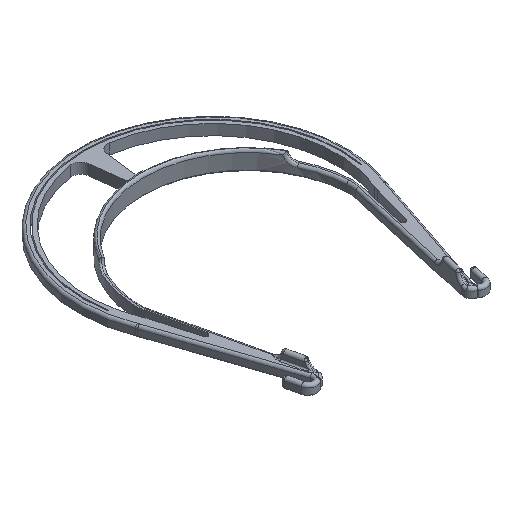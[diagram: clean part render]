
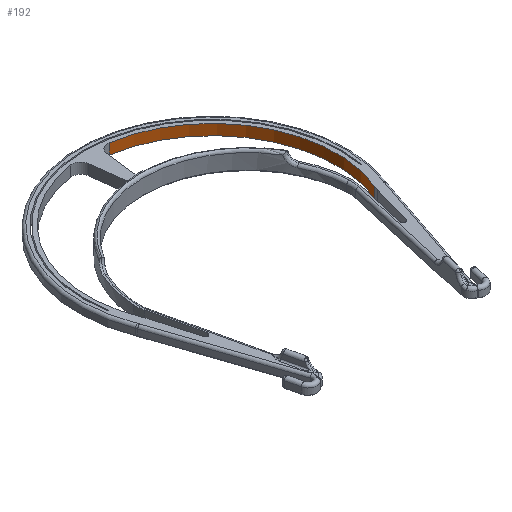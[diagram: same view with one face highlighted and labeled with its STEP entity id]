
A CAD part, isometric view. The second image highlights one B-rep face of the part: STEP entity #192.
In plain terms, the highlighted cylindrical face has radius 70 mm (diameter 140 mm), a partial arc.
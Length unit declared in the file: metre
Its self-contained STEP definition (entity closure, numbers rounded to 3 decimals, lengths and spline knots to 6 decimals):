
#192 = ADVANCED_FACE( '', ( #497 ), #498, .F. );
#497 = FACE_OUTER_BOUND( '', #1168, .T. );
#498 = CYLINDRICAL_SURFACE( '', #1169, 0.07 );
#1168 = EDGE_LOOP( '', ( #2655, #2656, #2657, #2658 ) );
#1169 = AXIS2_PLACEMENT_3D( '', #2659, #2660, #2661 );
#2655 = ORIENTED_EDGE( '', *, *, #3778, .F. );
#2656 = ORIENTED_EDGE( '', *, *, #3779, .F. );
#2657 = ORIENTED_EDGE( '', *, *, #3780, .T. );
#2658 = ORIENTED_EDGE( '', *, *, #3781, .F. );
#2659 = CARTESIAN_POINT( '', ( 0., 0.02, 0.006 ) );
#2660 = DIRECTION( '', ( 0., 0., 1. ) );
#2661 = DIRECTION( '', ( 1., 0., 0. ) );
#3778 = EDGE_CURVE( '', #4307, #4308, #4309, .T. );
#3779 = EDGE_CURVE( '', #4310, #4307, #4311, .T. );
#3780 = EDGE_CURVE( '', #4310, #4312, #4313, .T. );
#3781 = EDGE_CURVE( '', #4308, #4312, #4314, .F. );
#4307 = VERTEX_POINT( '', #5231 );
#4308 = VERTEX_POINT( '', #5232 );
#4309 = CIRCLE( '', #5233, 0.07 );
#4310 = VERTEX_POINT( '', #5234 );
#4311 = LINE( '', #5235, #5236 );
#4312 = VERTEX_POINT( '', #5237 );
#4313 = CIRCLE( '', #5238, 0.07 );
#4314 = LINE( '', #5239, #5240 );
#5231 = CARTESIAN_POINT( '', ( 0.064586, -0.006993, 0. ) );
#5232 = CARTESIAN_POINT( '', ( 0.010845, 0.089155, 0. ) );
#5233 = AXIS2_PLACEMENT_3D( '', #6422, #6423, #6424 );
#5234 = CARTESIAN_POINT( '', ( 0.064586, -0.006993, 0.006 ) );
#5235 = CARTESIAN_POINT( '', ( 0.064586, -0.006993, 0.006 ) );
#5236 = VECTOR( '', #6425, 1. );
#5237 = CARTESIAN_POINT( '', ( 0.010845, 0.089155, 0.006 ) );
#5238 = AXIS2_PLACEMENT_3D( '', #6426, #6427, #6428 );
#5239 = CARTESIAN_POINT( '', ( 0.010845, 0.089155, 0.006 ) );
#5240 = VECTOR( '', #6429, 1. );
#6422 = CARTESIAN_POINT( '', ( 0., 0.02, 0. ) );
#6423 = DIRECTION( '', ( 0., 0., 1. ) );
#6424 = DIRECTION( '', ( -1., 0., 0. ) );
#6425 = DIRECTION( '', ( 0., 0., -1. ) );
#6426 = CARTESIAN_POINT( '', ( 0., 0.02, 0.006 ) );
#6427 = DIRECTION( '', ( 0., 0., 1. ) );
#6428 = DIRECTION( '', ( -1., 0., 0. ) );
#6429 = DIRECTION( '', ( 0., 0., -1. ) );
